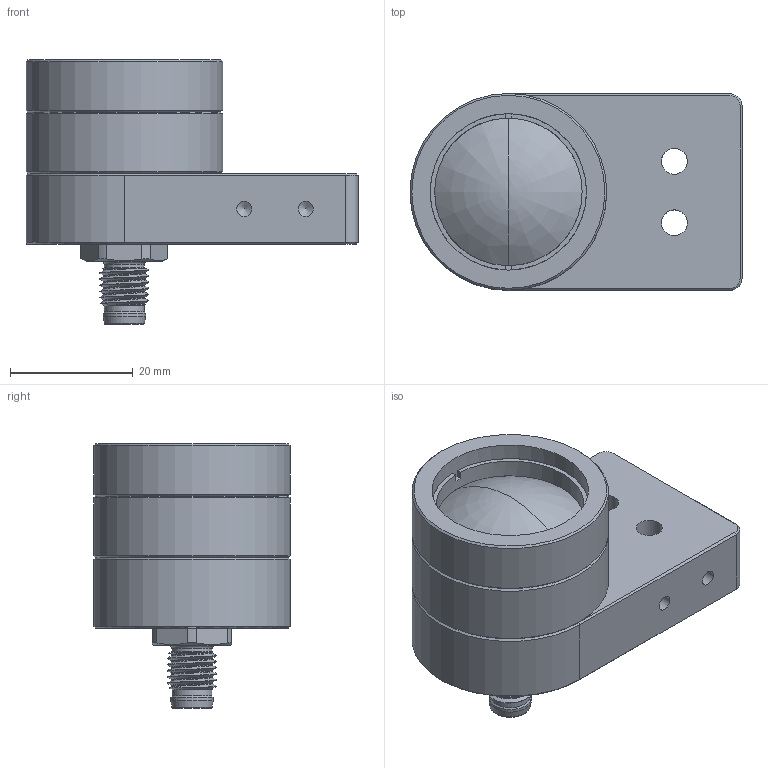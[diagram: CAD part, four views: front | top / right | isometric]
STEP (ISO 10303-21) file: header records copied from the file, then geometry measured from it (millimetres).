
FILE_DESCRIPTION(/* description */ (''),/* implementation_level */ '2;1');
FILE_NAME(/* name */ 'SLE-150-R625-P-SL.stp',/* time_stamp */ '2020-09-01T11:55:55+02:00',/* author */ (''),/* organization */ (''),/* preprocessor_version */ 'ST-DEVELOPER v16.5',/* originating_system */ 'Autodesk Inventor 2017',/* authorisation */ '');
FILE_SCHEMA (('AUTOMOTIVE_DESIGN { 1 0 10303 214 3 1 1 }'));
Length unit declared in the file: millimetre
Products named in the file (1): SLE-150-R625-P-SL
Bounding box: 54 x 32 x 43 mm (x, y, z)
Volume: 31884.6 mm3; surface area: 8563.5 mm2
Topology: 1 solids, 2 shells, 201 faces, 518 edges, 334 vertices
Faces by surface type: plane 82, cylinder 58, cone 36, bspline 18, sphere 4, torus 3
Full cylindrical faces by diameter (mm): 1 x4, 2.459 x6, 3.8 x2, 4.2 x2, 5.7 x1, 6 x1, 6.5 x2, 6.9 x1, 24 x1, 24.205 x1, 25.459 x1, 32 x2
Entity records: 11902 total; most frequent: CARTESIAN_POINT 7136, DIRECTION 947, ORIENTED_EDGE 868, EDGE_CURVE 434, AXIS2_PLACEMENT_3D 386, VERTEX_POINT 310, EDGE_LOOP 280, STYLED_ITEM 202
